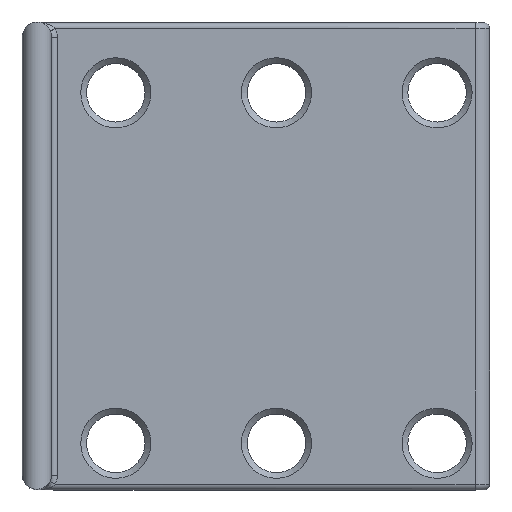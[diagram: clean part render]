
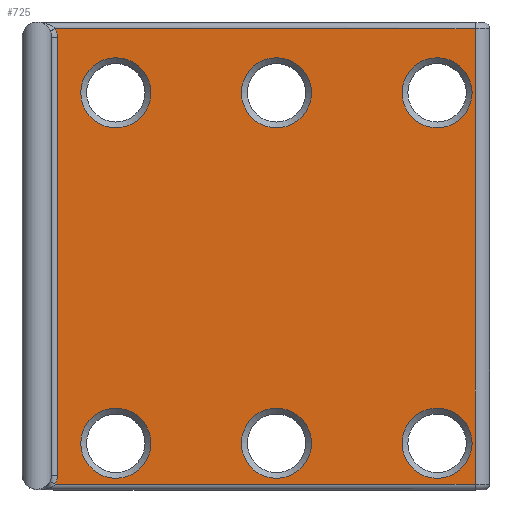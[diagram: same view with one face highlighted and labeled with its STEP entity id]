
A CAD part, top view. The second image highlights one B-rep face of the part: STEP entity #725.
In plain terms, the highlighted planar face has unit normal (0, 0, 1).
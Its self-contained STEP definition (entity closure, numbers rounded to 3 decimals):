
#135=LINE('',#1208,#170);
#136=LINE('',#1213,#171);
#137=LINE('',#1217,#172);
#138=LINE('',#1219,#173);
#170=VECTOR('',#952,1000.);
#171=VECTOR('',#955,1000.);
#172=VECTOR('',#958,1000.);
#173=VECTOR('',#959,1000.);
#233=ORIENTED_EDGE('',*,*,#406,.T.);
#234=ORIENTED_EDGE('',*,*,#407,.T.);
#235=ORIENTED_EDGE('',*,*,#408,.T.);
#236=ORIENTED_EDGE('',*,*,#409,.T.);
#237=ORIENTED_EDGE('',*,*,#410,.T.);
#238=ORIENTED_EDGE('',*,*,#411,.F.);
#239=ORIENTED_EDGE('',*,*,#412,.T.);
#240=ORIENTED_EDGE('',*,*,#413,.T.);
#241=ORIENTED_EDGE('',*,*,#414,.T.);
#242=ORIENTED_EDGE('',*,*,#415,.T.);
#243=ORIENTED_EDGE('',*,*,#416,.T.);
#244=ORIENTED_EDGE('',*,*,#417,.T.);
#406=EDGE_CURVE('',#492,#493,#135,.F.);
#407=EDGE_CURVE('',#493,#494,#542,.F.);
#408=EDGE_CURVE('',#494,#495,#136,.F.);
#409=EDGE_CURVE('',#495,#496,#543,.F.);
#410=EDGE_CURVE('',#496,#497,#137,.F.);
#411=EDGE_CURVE('',#492,#497,#138,.T.);
#412=EDGE_CURVE('',#498,#498,#544,.F.);
#413=EDGE_CURVE('',#499,#499,#545,.F.);
#414=EDGE_CURVE('',#500,#500,#546,.F.);
#415=EDGE_CURVE('',#501,#501,#547,.F.);
#416=EDGE_CURVE('',#502,#502,#548,.F.);
#417=EDGE_CURVE('',#503,#503,#549,.F.);
#492=VERTEX_POINT('',#1209);
#493=VERTEX_POINT('',#1210);
#494=VERTEX_POINT('',#1212);
#495=VERTEX_POINT('',#1214);
#496=VERTEX_POINT('',#1216);
#497=VERTEX_POINT('',#1218);
#498=VERTEX_POINT('',#1221);
#499=VERTEX_POINT('',#1223);
#500=VERTEX_POINT('',#1225);
#501=VERTEX_POINT('',#1227);
#502=VERTEX_POINT('',#1229);
#503=VERTEX_POINT('',#1231);
#542=CIRCLE('',#799,3.5);
#543=CIRCLE('',#800,3.5);
#544=CIRCLE('',#801,6.);
#545=CIRCLE('',#802,6.);
#546=CIRCLE('',#803,6.);
#547=CIRCLE('',#804,6.);
#548=CIRCLE('',#805,6.);
#549=CIRCLE('',#806,6.);
#591=EDGE_LOOP('',(#233,#234,#235,#236,#237,#238));
#592=EDGE_LOOP('',(#239));
#593=EDGE_LOOP('',(#240));
#594=EDGE_LOOP('',(#241));
#595=EDGE_LOOP('',(#242));
#596=EDGE_LOOP('',(#243));
#597=EDGE_LOOP('',(#244));
#658=FACE_BOUND('',#591,.T.);
#659=FACE_BOUND('',#592,.T.);
#660=FACE_BOUND('',#593,.T.);
#661=FACE_BOUND('',#594,.T.);
#662=FACE_BOUND('',#595,.T.);
#663=FACE_BOUND('',#596,.T.);
#664=FACE_BOUND('',#597,.T.);
#711=PLANE('',#798);
#725=ADVANCED_FACE('',(#658,#659,#660,#661,#662,#663,#664),#711,.T.);
#798=AXIS2_PLACEMENT_3D('',#1207,#950,#951);
#799=AXIS2_PLACEMENT_3D('',#1211,#953,#954);
#800=AXIS2_PLACEMENT_3D('',#1215,#956,#957);
#801=AXIS2_PLACEMENT_3D('',#1220,#960,#961);
#802=AXIS2_PLACEMENT_3D('',#1222,#962,#963);
#803=AXIS2_PLACEMENT_3D('',#1224,#964,#965);
#804=AXIS2_PLACEMENT_3D('',#1226,#966,#967);
#805=AXIS2_PLACEMENT_3D('',#1228,#968,#969);
#806=AXIS2_PLACEMENT_3D('',#1230,#970,#971);
#950=DIRECTION('',(0.,0.,1.));
#951=DIRECTION('',(1.,0.,0.));
#952=DIRECTION('',(1.,0.,0.));
#953=DIRECTION('',(0.,0.,1.));
#954=DIRECTION('',(1.,0.,0.));
#955=DIRECTION('',(0.,1.,0.));
#956=DIRECTION('',(0.,0.,1.));
#957=DIRECTION('',(1.,0.,0.));
#958=DIRECTION('',(-1.,0.,0.));
#959=DIRECTION('',(0.,-1.,0.));
#960=DIRECTION('',(0.,0.,1.));
#961=DIRECTION('',(1.,0.,0.));
#962=DIRECTION('',(0.,0.,1.));
#963=DIRECTION('',(1.,0.,0.));
#964=DIRECTION('',(0.,0.,1.));
#965=DIRECTION('',(1.,0.,0.));
#966=DIRECTION('',(0.,0.,1.));
#967=DIRECTION('',(1.,0.,0.));
#968=DIRECTION('',(0.,0.,1.));
#969=DIRECTION('',(1.,0.,0.));
#970=DIRECTION('',(0.,0.,1.));
#971=DIRECTION('',(1.,0.,0.));
#1207=CARTESIAN_POINT('',(0.,0.,0.));
#1208=CARTESIAN_POINT('',(0.,79.,0.));
#1209=CARTESIAN_POINT('',(72.5,79.,0.));
#1210=CARTESIAN_POINT('',(0.662,79.,0.));
#1211=CARTESIAN_POINT('',(-2.5,77.5,0.));
#1212=CARTESIAN_POINT('',(1.,77.5,0.));
#1213=CARTESIAN_POINT('',(1.,2.5,0.));
#1214=CARTESIAN_POINT('',(1.,2.5,0.));
#1215=CARTESIAN_POINT('',(-2.5,2.5,0.));
#1216=CARTESIAN_POINT('',(0.662,1.,0.));
#1217=CARTESIAN_POINT('',(72.5,1.,0.));
#1218=CARTESIAN_POINT('',(72.5,1.,0.));
#1219=CARTESIAN_POINT('',(72.5,0.,0.));
#1220=CARTESIAN_POINT('',(11.,68.,0.));
#1221=CARTESIAN_POINT('',(17.,68.,0.));
#1222=CARTESIAN_POINT('',(66.,68.,0.));
#1223=CARTESIAN_POINT('',(72.,68.,0.));
#1224=CARTESIAN_POINT('',(38.5,68.,0.));
#1225=CARTESIAN_POINT('',(44.5,68.,0.));
#1226=CARTESIAN_POINT('',(66.,8.,0.));
#1227=CARTESIAN_POINT('',(72.,8.,0.));
#1228=CARTESIAN_POINT('',(38.5,8.,0.));
#1229=CARTESIAN_POINT('',(44.5,8.,0.));
#1230=CARTESIAN_POINT('',(11.,8.,0.));
#1231=CARTESIAN_POINT('',(17.,8.,0.));
